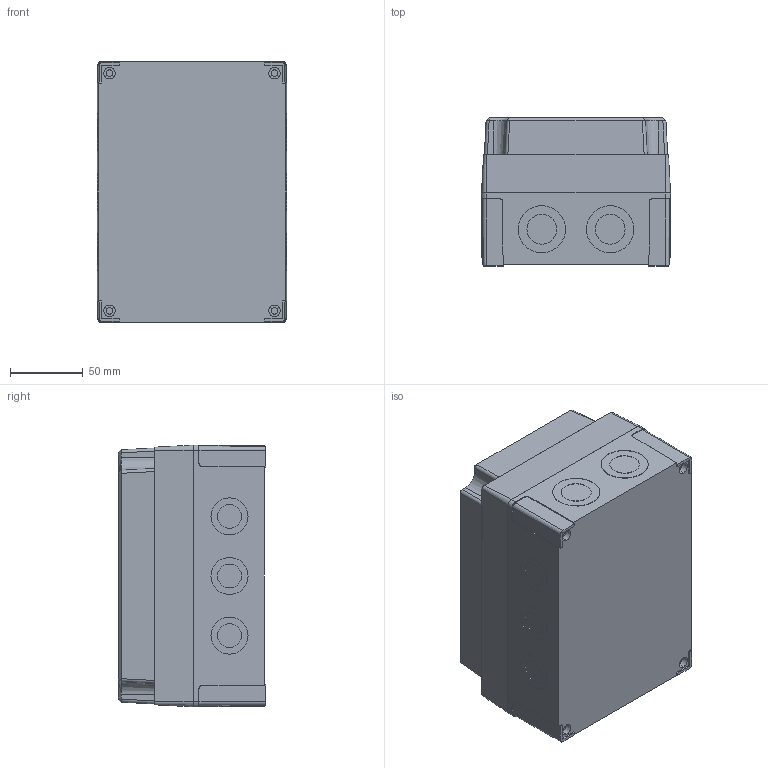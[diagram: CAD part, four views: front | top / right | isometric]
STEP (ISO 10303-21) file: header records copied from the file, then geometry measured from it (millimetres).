
FILE_DESCRIPTION (( 'STEP AP203' ), '1' );
FILE_NAME ('ULPCM150100G_Default.step', '2025-08-29T17:48:43', ( 'Windows User' ), ( 'AUTOMATION DIRECT' ), 'SwSTEP 2.0', 'SolidWorks 2024', '' );
FILE_SCHEMA (( 'CONFIG_CONTROL_DESIGN' ));
Length unit declared in the file: inch
Products named in the file (1): ULPCM150100G_Default
Bounding box: 130.1 x 101.6 x 180.1 mm (x, y, z)
Volume: 327591.4 mm3; surface area: 221908 mm2
Topology: 6 solids, 6 shells, 581 faces, 1429 edges, 944 vertices
Faces by surface type: plane 335, cylinder 200, cone 44, bspline 2
Entity records: 20211 total; most frequent: CARTESIAN_POINT 6068, DIRECTION 2993, ORIENTED_EDGE 2858, EDGE_CURVE 1429, AXIS2_PLACEMENT_3D 1080, VERTEX_POINT 944, LINE 833, VECTOR 833
